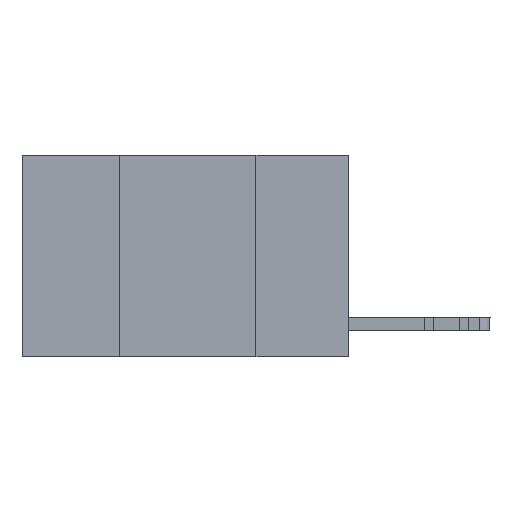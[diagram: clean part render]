
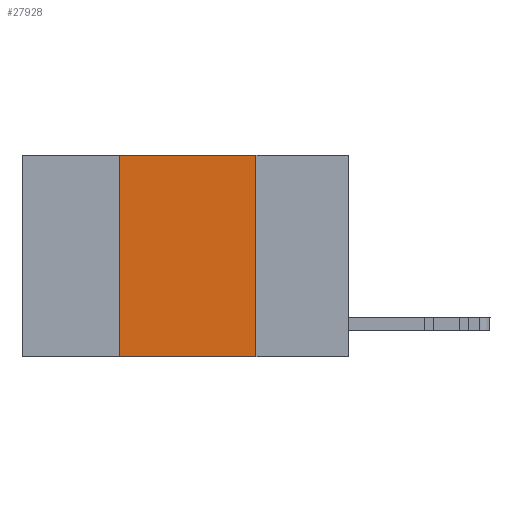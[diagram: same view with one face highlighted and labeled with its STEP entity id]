
A CAD part, left-side view. The second image highlights one B-rep face of the part: STEP entity #27928.
In plain terms, the highlighted planar face has unit normal (-1, 0, 0).
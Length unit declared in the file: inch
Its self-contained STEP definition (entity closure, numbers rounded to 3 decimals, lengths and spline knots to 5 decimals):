
#831 = CARTESIAN_POINT ( 'NONE',  ( 0., 0.17, 0. ) ) ;
#2175 = DIRECTION ( 'NONE',  ( 0., 0., -1. ) ) ;
#2601 = DIRECTION ( 'NONE',  ( 0., -1., 0. ) ) ;
#4234 = ORIENTED_EDGE ( 'NONE', *, *, #6356, .T. ) ;
#4237 = PLANE ( 'NONE',  #18269 ) ;
#4616 = LINE ( 'NONE', #17607, #26860 ) ;
#5867 = VERTEX_POINT ( 'NONE', #11618 ) ;
#6356 = EDGE_CURVE ( 'NONE', #26528, #14932, #17259, .T. ) ;
#6522 = VERTEX_POINT ( 'NONE', #831 ) ;
#7849 = CARTESIAN_POINT ( 'NONE',  ( 0., 0.42, -0.37 ) ) ;
#8635 = DIRECTION ( 'NONE',  ( 1., 0., 0. ) ) ;
#9094 = FACE_OUTER_BOUND ( 'NONE', #21450, .T. ) ;
#9851 = ORIENTED_EDGE ( 'NONE', *, *, #15753, .F. ) ;
#11455 = VECTOR ( 'NONE', #2601, 39.37008 ) ;
#11551 = ORIENTED_EDGE ( 'NONE', *, *, #22656, .F. ) ;
#11618 = CARTESIAN_POINT ( 'NONE',  ( 0., 0.42, 0. ) ) ;
#13186 = CARTESIAN_POINT ( 'NONE',  ( 0., 0.17, 0. ) ) ;
#14932 = VERTEX_POINT ( 'NONE', #17087 ) ;
#15481 = EDGE_CURVE ( 'NONE', #26528, #5867, #26570, .T. ) ;
#15686 = CARTESIAN_POINT ( 'NONE',  ( 0., 0.6, -0.37 ) ) ;
#15737 = CARTESIAN_POINT ( 'NONE',  ( 0., 0.42, 0. ) ) ;
#15753 = EDGE_CURVE ( 'NONE', #5867, #6522, #4616, .T. ) ;
#16743 = ORIENTED_EDGE ( 'NONE', *, *, #15481, .F. ) ;
#17087 = CARTESIAN_POINT ( 'NONE',  ( 0., 0.17, -0.37 ) ) ;
#17259 = LINE ( 'NONE', #15686, #11455 ) ;
#17607 = CARTESIAN_POINT ( 'NONE',  ( 0., 0.6, 0. ) ) ;
#17935 = DIRECTION ( 'NONE',  ( 0., 0., 1. ) ) ;
#18269 = AXIS2_PLACEMENT_3D ( 'NONE', #21633, #8635, #23760 ) ;
#19794 = DIRECTION ( 'NONE',  ( 0., -1., 0. ) ) ;
#20174 = LINE ( 'NONE', #13186, #25148 ) ;
#20983 = VECTOR ( 'NONE', #17935, 39.37008 ) ;
#21450 = EDGE_LOOP ( 'NONE', ( #11551, #9851, #16743, #4234 ) ) ;
#21633 = CARTESIAN_POINT ( 'NONE',  ( 0., 0.6, 0. ) ) ;
#22656 = EDGE_CURVE ( 'NONE', #6522, #14932, #20174, .T. ) ;
#23760 = DIRECTION ( 'NONE',  ( 0., 0., -1. ) ) ;
#25148 = VECTOR ( 'NONE', #2175, 39.37008 ) ;
#26528 = VERTEX_POINT ( 'NONE', #7849 ) ;
#26570 = LINE ( 'NONE', #15737, #20983 ) ;
#26860 = VECTOR ( 'NONE', #19794, 39.37008 ) ;
#27928 = ADVANCED_FACE ( 'NONE', ( #9094 ), #4237, .F. ) ;
